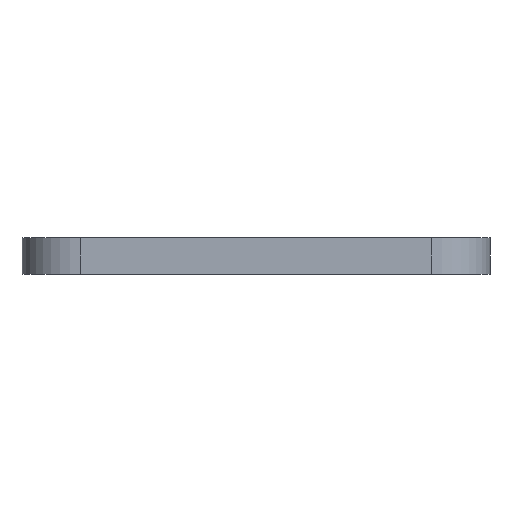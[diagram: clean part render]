
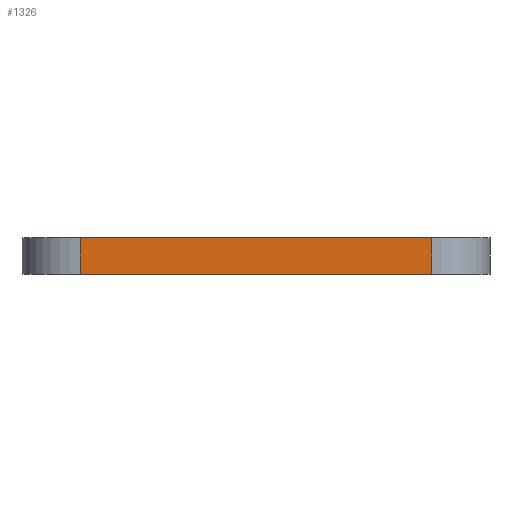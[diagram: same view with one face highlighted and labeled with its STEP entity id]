
A CAD part, left-side view. The second image highlights one B-rep face of the part: STEP entity #1326.
In plain terms, the highlighted planar face has unit normal (-1, 0, 0).
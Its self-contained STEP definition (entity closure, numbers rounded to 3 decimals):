
#84 = PLANE('',#85);
#85 = AXIS2_PLACEMENT_3D('',#86,#87,#88);
#86 = CARTESIAN_POINT('',(65.278,-34.036,1.6));
#87 = DIRECTION('',(0.,0.,1.));
#88 = DIRECTION('',(1.,0.,-0.));
#139 = PLANE('',#140);
#140 = AXIS2_PLACEMENT_3D('',#141,#142,#143);
#141 = CARTESIAN_POINT('',(65.278,-34.036,0.));
#142 = DIRECTION('',(0.,0.,1.));
#143 = DIRECTION('',(1.,0.,-0.));
#248 = CYLINDRICAL_SURFACE('',#249,2.54);
#249 = AXIS2_PLACEMENT_3D('',#250,#251,#252);
#250 = CARTESIAN_POINT('',(52.578,-26.416,0.));
#251 = DIRECTION('',(-0.,-0.,-1.));
#252 = DIRECTION('',(1.,0.,-0.));
#309 = VERTEX_POINT('',#310);
#310 = CARTESIAN_POINT('',(50.038,-26.416,0.));
#332 = EDGE_CURVE('',#333,#309,#335,.T.);
#333 = VERTEX_POINT('',#334);
#334 = CARTESIAN_POINT('',(50.038,-41.656,0.));
#335 = SURFACE_CURVE('',#336,(#340,#347),.PCURVE_S1.);
#336 = LINE('',#337,#338);
#337 = CARTESIAN_POINT('',(50.038,-41.656,0.));
#338 = VECTOR('',#339,1.);
#339 = DIRECTION('',(0.,1.,0.));
#340 = PCURVE('',#139,#341);
#341 = DEFINITIONAL_REPRESENTATION('',(#342),#346);
#342 = LINE('',#343,#344);
#343 = CARTESIAN_POINT('',(-15.24,-7.62));
#344 = VECTOR('',#345,1.);
#345 = DIRECTION('',(0.,1.));
#346 = ( GEOMETRIC_REPRESENTATION_CONTEXT(2) 
PARAMETRIC_REPRESENTATION_CONTEXT() REPRESENTATION_CONTEXT('2D SPACE',''
  ) );
#347 = PCURVE('',#348,#353);
#348 = PLANE('',#349);
#349 = AXIS2_PLACEMENT_3D('',#350,#351,#352);
#350 = CARTESIAN_POINT('',(50.038,-41.656,0.));
#351 = DIRECTION('',(-1.,0.,0.));
#352 = DIRECTION('',(0.,1.,0.));
#353 = DEFINITIONAL_REPRESENTATION('',(#354),#358);
#354 = LINE('',#355,#356);
#355 = CARTESIAN_POINT('',(0.,0.));
#356 = VECTOR('',#357,1.);
#357 = DIRECTION('',(1.,0.));
#358 = ( GEOMETRIC_REPRESENTATION_CONTEXT(2) 
PARAMETRIC_REPRESENTATION_CONTEXT() REPRESENTATION_CONTEXT('2D SPACE',''
  ) );
#377 = CYLINDRICAL_SURFACE('',#378,2.54);
#378 = AXIS2_PLACEMENT_3D('',#379,#380,#381);
#379 = CARTESIAN_POINT('',(52.578,-41.656,0.));
#380 = DIRECTION('',(-0.,-0.,-1.));
#381 = DIRECTION('',(1.,0.,-0.));
#818 = VERTEX_POINT('',#819);
#819 = CARTESIAN_POINT('',(50.038,-26.416,1.6));
#841 = EDGE_CURVE('',#842,#818,#844,.T.);
#842 = VERTEX_POINT('',#843);
#843 = CARTESIAN_POINT('',(50.038,-41.656,1.6));
#844 = SURFACE_CURVE('',#845,(#849,#856),.PCURVE_S1.);
#845 = LINE('',#846,#847);
#846 = CARTESIAN_POINT('',(50.038,-41.656,1.6));
#847 = VECTOR('',#848,1.);
#848 = DIRECTION('',(0.,1.,0.));
#849 = PCURVE('',#84,#850);
#850 = DEFINITIONAL_REPRESENTATION('',(#851),#855);
#851 = LINE('',#852,#853);
#852 = CARTESIAN_POINT('',(-15.24,-7.62));
#853 = VECTOR('',#854,1.);
#854 = DIRECTION('',(0.,1.));
#855 = ( GEOMETRIC_REPRESENTATION_CONTEXT(2) 
PARAMETRIC_REPRESENTATION_CONTEXT() REPRESENTATION_CONTEXT('2D SPACE',''
  ) );
#856 = PCURVE('',#348,#857);
#857 = DEFINITIONAL_REPRESENTATION('',(#858),#862);
#858 = LINE('',#859,#860);
#859 = CARTESIAN_POINT('',(0.,-1.6));
#860 = VECTOR('',#861,1.);
#861 = DIRECTION('',(1.,0.));
#862 = ( GEOMETRIC_REPRESENTATION_CONTEXT(2) 
PARAMETRIC_REPRESENTATION_CONTEXT() REPRESENTATION_CONTEXT('2D SPACE',''
  ) );
#1278 = EDGE_CURVE('',#309,#818,#1279,.T.);
#1279 = SURFACE_CURVE('',#1280,(#1284,#1291),.PCURVE_S1.);
#1280 = LINE('',#1281,#1282);
#1281 = CARTESIAN_POINT('',(50.038,-26.416,0.));
#1282 = VECTOR('',#1283,1.);
#1283 = DIRECTION('',(0.,0.,1.));
#1284 = PCURVE('',#248,#1285);
#1285 = DEFINITIONAL_REPRESENTATION('',(#1286),#1290);
#1286 = LINE('',#1287,#1288);
#1287 = CARTESIAN_POINT('',(-3.142,0.));
#1288 = VECTOR('',#1289,1.);
#1289 = DIRECTION('',(-0.,-1.));
#1290 = ( GEOMETRIC_REPRESENTATION_CONTEXT(2) 
PARAMETRIC_REPRESENTATION_CONTEXT() REPRESENTATION_CONTEXT('2D SPACE',''
  ) );
#1291 = PCURVE('',#348,#1292);
#1292 = DEFINITIONAL_REPRESENTATION('',(#1293),#1297);
#1293 = LINE('',#1294,#1295);
#1294 = CARTESIAN_POINT('',(15.24,0.));
#1295 = VECTOR('',#1296,1.);
#1296 = DIRECTION('',(0.,-1.));
#1297 = ( GEOMETRIC_REPRESENTATION_CONTEXT(2) 
PARAMETRIC_REPRESENTATION_CONTEXT() REPRESENTATION_CONTEXT('2D SPACE',''
  ) );
#1326 = ADVANCED_FACE('',(#1327),#348,.T.);
#1327 = FACE_BOUND('',#1328,.T.);
#1328 = EDGE_LOOP('',(#1329,#1350,#1351,#1352));
#1329 = ORIENTED_EDGE('',*,*,#1330,.T.);
#1330 = EDGE_CURVE('',#333,#842,#1331,.T.);
#1331 = SURFACE_CURVE('',#1332,(#1336,#1343),.PCURVE_S1.);
#1332 = LINE('',#1333,#1334);
#1333 = CARTESIAN_POINT('',(50.038,-41.656,0.));
#1334 = VECTOR('',#1335,1.);
#1335 = DIRECTION('',(0.,0.,1.));
#1336 = PCURVE('',#348,#1337);
#1337 = DEFINITIONAL_REPRESENTATION('',(#1338),#1342);
#1338 = LINE('',#1339,#1340);
#1339 = CARTESIAN_POINT('',(0.,0.));
#1340 = VECTOR('',#1341,1.);
#1341 = DIRECTION('',(0.,-1.));
#1342 = ( GEOMETRIC_REPRESENTATION_CONTEXT(2) 
PARAMETRIC_REPRESENTATION_CONTEXT() REPRESENTATION_CONTEXT('2D SPACE',''
  ) );
#1343 = PCURVE('',#377,#1344);
#1344 = DEFINITIONAL_REPRESENTATION('',(#1345),#1349);
#1345 = LINE('',#1346,#1347);
#1346 = CARTESIAN_POINT('',(-3.142,0.));
#1347 = VECTOR('',#1348,1.);
#1348 = DIRECTION('',(-0.,-1.));
#1349 = ( GEOMETRIC_REPRESENTATION_CONTEXT(2) 
PARAMETRIC_REPRESENTATION_CONTEXT() REPRESENTATION_CONTEXT('2D SPACE',''
  ) );
#1350 = ORIENTED_EDGE('',*,*,#841,.T.);
#1351 = ORIENTED_EDGE('',*,*,#1278,.F.);
#1352 = ORIENTED_EDGE('',*,*,#332,.F.);
